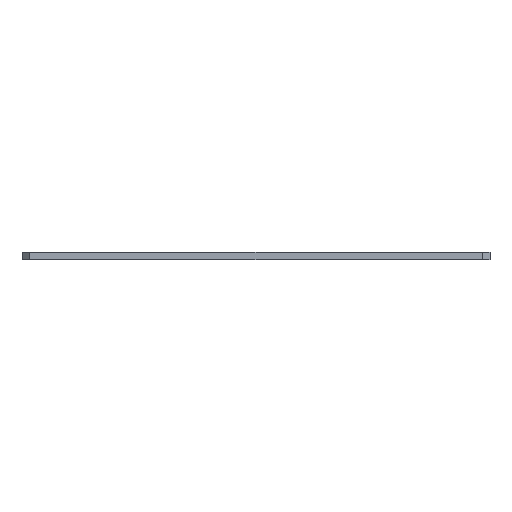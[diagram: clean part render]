
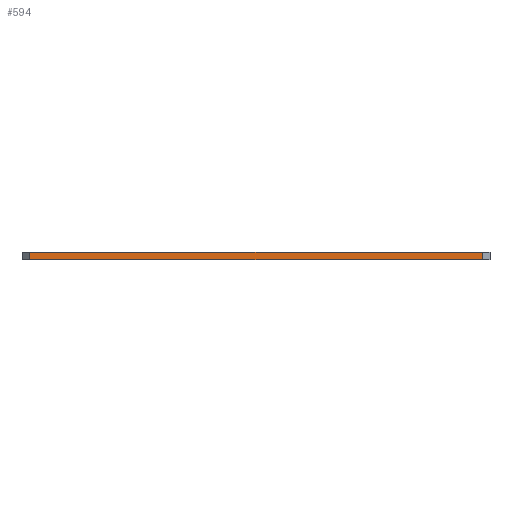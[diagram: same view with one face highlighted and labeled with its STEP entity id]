
A CAD part, front view. The second image highlights one B-rep face of the part: STEP entity #594.
In plain terms, the highlighted planar face has unit normal (0, -1, 0).
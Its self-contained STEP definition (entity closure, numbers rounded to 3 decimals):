
#24 = VERTEX_POINT ( 'NONE', #130 ) ;
#29 = VERTEX_POINT ( 'NONE', #556 ) ;
#100 = VECTOR ( 'NONE', #684, 1000. ) ;
#125 = DIRECTION ( 'NONE',  ( 0., 1., 0. ) ) ;
#129 = LINE ( 'NONE', #835, #100 ) ;
#130 = CARTESIAN_POINT ( 'NONE',  ( -58., -120., 0. ) ) ;
#136 = LINE ( 'NONE', #551, #504 ) ;
#138 = DIRECTION ( 'NONE',  ( 0., 0., -1. ) ) ;
#164 = ORIENTED_EDGE ( 'NONE', *, *, #799, .T. ) ;
#197 = DIRECTION ( 'NONE',  ( 0., 0., 1. ) ) ;
#209 = DIRECTION ( 'NONE',  ( 0., 0., 1. ) ) ;
#210 = VECTOR ( 'NONE', #281, 1000. ) ;
#212 = VERTEX_POINT ( 'NONE', #329 ) ;
#281 = DIRECTION ( 'NONE',  ( -1., 0., 0. ) ) ;
#282 = CARTESIAN_POINT ( 'NONE',  ( -60., -120., -2. ) ) ;
#329 = CARTESIAN_POINT ( 'NONE',  ( -58., -120., -2. ) ) ;
#474 = FACE_OUTER_BOUND ( 'NONE', #727, .T. ) ;
#504 = VECTOR ( 'NONE', #197, 1000. ) ;
#551 = CARTESIAN_POINT ( 'NONE',  ( 58., -120., -2. ) ) ;
#556 = CARTESIAN_POINT ( 'NONE',  ( 58., -120., 0. ) ) ;
#561 = LINE ( 'NONE', #695, #782 ) ;
#591 = EDGE_CURVE ( 'NONE', #29, #24, #129, .T. ) ;
#594 = ADVANCED_FACE ( 'NONE', ( #474 ), #690, .F. ) ;
#607 = ORIENTED_EDGE ( 'NONE', *, *, #612, .T. ) ;
#612 = EDGE_CURVE ( 'NONE', #745, #29, #136, .T. ) ;
#628 = ORIENTED_EDGE ( 'NONE', *, *, #763, .F. ) ;
#670 = CARTESIAN_POINT ( 'NONE',  ( 58., -120., -2. ) ) ;
#684 = DIRECTION ( 'NONE',  ( -1., 0., 0. ) ) ;
#690 = PLANE ( 'NONE',  #822 ) ;
#695 = CARTESIAN_POINT ( 'NONE',  ( -58., -120., -2. ) ) ;
#711 = ORIENTED_EDGE ( 'NONE', *, *, #591, .T. ) ;
#727 = EDGE_LOOP ( 'NONE', ( #711, #164, #628, #607 ) ) ;
#745 = VERTEX_POINT ( 'NONE', #670 ) ;
#763 = EDGE_CURVE ( 'NONE', #745, #212, #865, .T. ) ;
#782 = VECTOR ( 'NONE', #138, 1000. ) ;
#799 = EDGE_CURVE ( 'NONE', #24, #212, #561, .T. ) ;
#822 = AXIS2_PLACEMENT_3D ( 'NONE', #282, #125, #209 ) ;
#835 = CARTESIAN_POINT ( 'NONE',  ( -60., -120., 0. ) ) ;
#865 = LINE ( 'NONE', #887, #210 ) ;
#887 = CARTESIAN_POINT ( 'NONE',  ( -60., -120., -2. ) ) ;
